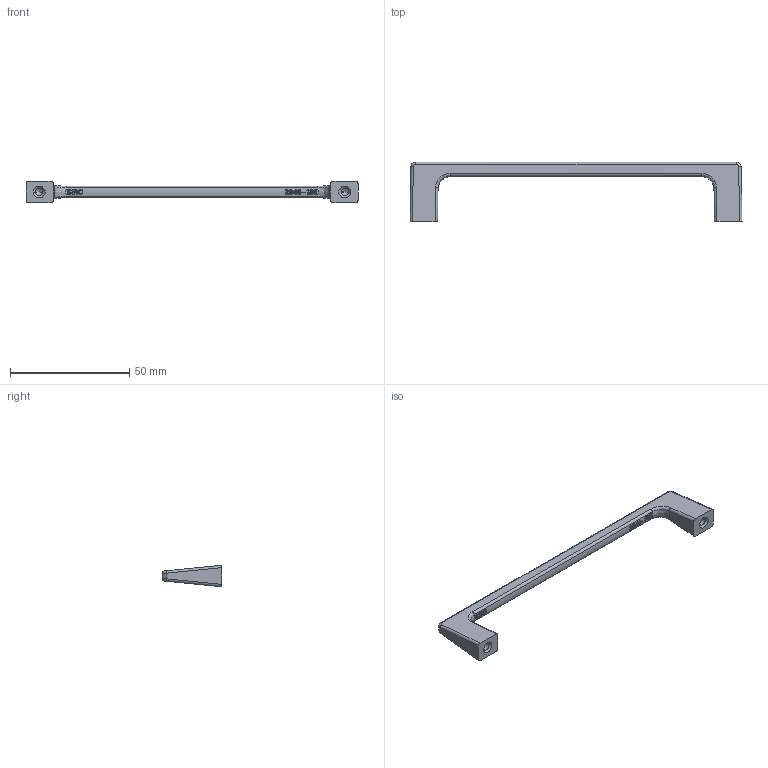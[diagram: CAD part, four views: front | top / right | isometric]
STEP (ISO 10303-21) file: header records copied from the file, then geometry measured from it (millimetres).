
FILE_DESCRIPTION(('Creo Elements/Direct Modeling STEP Export'),'2;1');
FILE_NAME('2649-139.stp','2024-04-30T 8:17:46',(''),(''),'Creo Elements/Direct Modeling STEP processor for AP214 (Solid Model)','Creo Elements/Direct Modeling 20.0 12-Nov-2016 (C) Parametric Technology GmbH','');
FILE_SCHEMA(('AUTOMOTIVE_DESIGN { 1 0 10303 214 1 1 1 1 }'));
Length unit declared in the file: millimetre
Products named in the file (2): ZN-12274
Assembly tree (1 placements, depth 2):
  ZN-12274
    ZN-12274
Bounding box: 139 x 25 x 9 mm (x, y, z)
Volume: 6533.2 mm3; surface area: 4446.5 mm2
Topology: 1 solids, 1 shells, 633 faces, 1809 edges, 1196 vertices
Faces by surface type: plane 586, cylinder 29, bspline 10, cone 8
Entity records: 22023 total; most frequent: CARTESIAN_POINT 5096, ORIENTED_EDGE 3610, DIRECTION 3518, EDGE_CURVE 1805, VECTOR 1242, LINE 1242, VERTEX_POINT 1196, AXIS2_PLACEMENT_3D 1138
